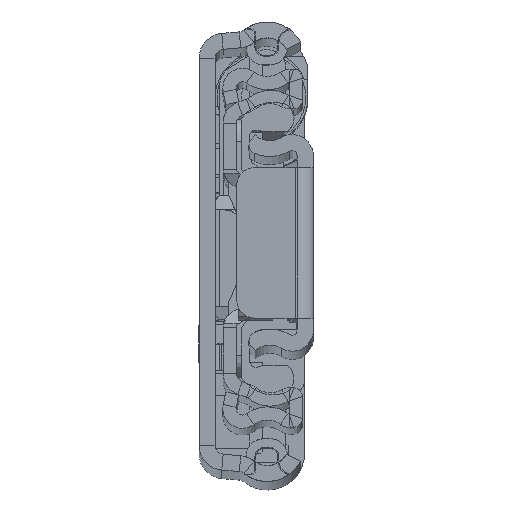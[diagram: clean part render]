
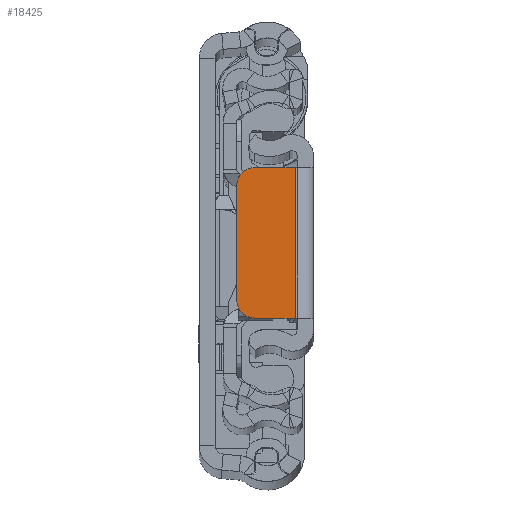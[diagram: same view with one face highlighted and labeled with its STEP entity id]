
A CAD part, top view. The second image highlights one B-rep face of the part: STEP entity #18425.
In plain terms, the highlighted planar face has unit normal (0, 0, 1).
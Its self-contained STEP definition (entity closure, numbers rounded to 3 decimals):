
#366 = EDGE_CURVE ( 'NONE', #43790, #3788, #23824, .T. ) ;
#902 = CARTESIAN_POINT ( 'NONE',  ( -2.05, -8.5, 0. ) ) ;
#1825 = CARTESIAN_POINT ( 'NONE',  ( -8.65, -6.5, 0. ) ) ;
#1922 = ORIENTED_EDGE ( 'NONE', *, *, #17803, .T. ) ;
#3788 = VERTEX_POINT ( 'NONE', #41432 ) ;
#4200 = VERTEX_POINT ( 'NONE', #25051 ) ;
#4407 = AXIS2_PLACEMENT_3D ( 'NONE', #11106, #11783, #18665 ) ;
#5984 = EDGE_LOOP ( 'NONE', ( #40227, #13551, #1922, #21148, #21772, #13672 ) ) ;
#6342 = DIRECTION ( 'NONE',  ( 1., 0., 0. ) ) ;
#9104 = CARTESIAN_POINT ( 'NONE',  ( 0., -8.5, 0. ) ) ;
#10406 = DIRECTION ( 'NONE',  ( -1., 0., 0. ) ) ;
#10835 = DIRECTION ( 'NONE',  ( 0., 0., -1. ) ) ;
#11106 = CARTESIAN_POINT ( 'NONE',  ( -6.65, -6.5, 0. ) ) ;
#11783 = DIRECTION ( 'NONE',  ( 0., 0., 1. ) ) ;
#13551 = ORIENTED_EDGE ( 'NONE', *, *, #25185, .T. ) ;
#13672 = ORIENTED_EDGE ( 'NONE', *, *, #366, .T. ) ;
#14361 = CARTESIAN_POINT ( 'NONE',  ( 0., 8.5, 0. ) ) ;
#16756 = VECTOR ( 'NONE', #6342, 1000. ) ;
#17263 = LINE ( 'NONE', #31245, #43862 ) ;
#17803 = EDGE_CURVE ( 'NONE', #4200, #39262, #27455, .T. ) ;
#18425 = ADVANCED_FACE ( 'NONE', ( #28071 ), #42038, .F. ) ;
#18665 = DIRECTION ( 'NONE',  ( -1., 0., 0. ) ) ;
#19544 = DIRECTION ( 'NONE',  ( -1., 0., 0. ) ) ;
#20502 = AXIS2_PLACEMENT_3D ( 'NONE', #42482, #10835, #10406 ) ;
#21148 = ORIENTED_EDGE ( 'NONE', *, *, #28977, .F. ) ;
#21772 = ORIENTED_EDGE ( 'NONE', *, *, #29032, .T. ) ;
#22015 = CARTESIAN_POINT ( 'NONE',  ( -2.05, 8.5, 0. ) ) ;
#22779 = CARTESIAN_POINT ( 'NONE',  ( -6.65, 8.5, 0. ) ) ;
#23192 = VERTEX_POINT ( 'NONE', #22015 ) ;
#23824 = CIRCLE ( 'NONE', #31104, 2. ) ;
#24489 = EDGE_CURVE ( 'NONE', #3788, #28267, #17263, .T. ) ;
#25051 = CARTESIAN_POINT ( 'NONE',  ( -6.65, -8.5, 0. ) ) ;
#25174 = LINE ( 'NONE', #14361, #39841 ) ;
#25185 = EDGE_CURVE ( 'NONE', #28267, #4200, #34479, .T. ) ;
#27455 = LINE ( 'NONE', #9104, #16756 ) ;
#28071 = FACE_OUTER_BOUND ( 'NONE', #5984, .T. ) ;
#28267 = VERTEX_POINT ( 'NONE', #1825 ) ;
#28609 = DIRECTION ( 'NONE',  ( -1., 0., 0. ) ) ;
#28977 = EDGE_CURVE ( 'NONE', #23192, #39262, #34134, .T. ) ;
#29032 = EDGE_CURVE ( 'NONE', #23192, #43790, #25174, .T. ) ;
#29424 = DIRECTION ( 'NONE',  ( 0., 0., 1. ) ) ;
#29875 = CARTESIAN_POINT ( 'NONE',  ( -6.65, 6.5, 0. ) ) ;
#31104 = AXIS2_PLACEMENT_3D ( 'NONE', #29875, #29424, #19544 ) ;
#31245 = CARTESIAN_POINT ( 'NONE',  ( -8.65, 0., 0. ) ) ;
#34134 = LINE ( 'NONE', #40783, #38280 ) ;
#34479 = CIRCLE ( 'NONE', #4407, 2. ) ;
#35353 = DIRECTION ( 'NONE',  ( 0., -1., 0. ) ) ;
#38280 = VECTOR ( 'NONE', #44893, 1000. ) ;
#39262 = VERTEX_POINT ( 'NONE', #902 ) ;
#39841 = VECTOR ( 'NONE', #28609, 1000. ) ;
#40227 = ORIENTED_EDGE ( 'NONE', *, *, #24489, .T. ) ;
#40783 = CARTESIAN_POINT ( 'NONE',  ( -2.05, -8.5, 0. ) ) ;
#41432 = CARTESIAN_POINT ( 'NONE',  ( -8.65, 6.5, 0. ) ) ;
#42038 = PLANE ( 'NONE',  #20502 ) ;
#42482 = CARTESIAN_POINT ( 'NONE',  ( 0., 0., 0. ) ) ;
#43790 = VERTEX_POINT ( 'NONE', #22779 ) ;
#43862 = VECTOR ( 'NONE', #35353, 1000. ) ;
#44893 = DIRECTION ( 'NONE',  ( 0., -1., 0. ) ) ;
